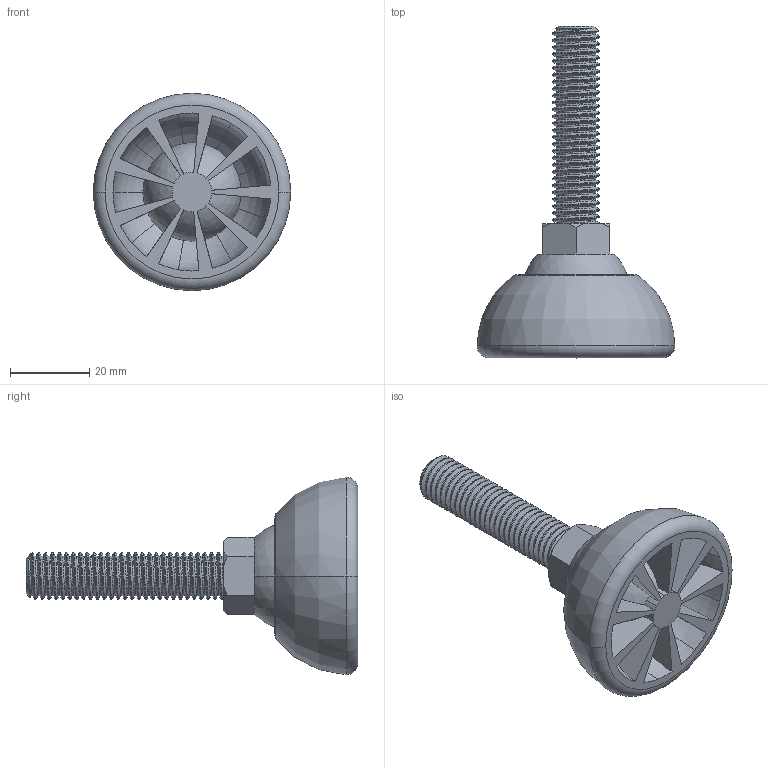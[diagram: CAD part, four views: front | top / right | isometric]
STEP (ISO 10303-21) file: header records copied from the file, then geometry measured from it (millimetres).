
FILE_DESCRIPTION (( 'STEP AP214' ), '1' );
FILE_NAME ('AL-5114.12 Îïîðà ðåãóëèðóåìàÿ D50 Ì12 50 ìì.STEP', '2023-12-20T13:26:36', ( '' ), ( '' ), 'SwSTEP 2.0', 'SolidWorks 2021', '' );
FILE_SCHEMA (( 'AUTOMOTIVE_DESIGN' ));
Length unit declared in the file: millimetre
Products named in the file (1): AL-5114.12 Îïîðà ðåãóëèðóåìàÿ D50 Ì12 50 ìì
Bounding box: 50 x 84 x 50 mm (x, y, z)
Volume: 35074.5 mm3; surface area: 12739.8 mm2
Topology: 1 solids, 1 shells, 156 faces, 416 edges, 274 vertices
Faces by surface type: cylinder 79, plane 29, torus 24, sphere 11, cone 10, bspline 3
Entity records: 11570 total; most frequent: CARTESIAN_POINT 6885, ORIENTED_EDGE 832, DIRECTION 743, EDGE_CURVE 416, AXIS2_PLACEMENT_3D 308, VERTEX_POINT 274, EDGE_LOOP 168, ADVANCED_FACE 156
